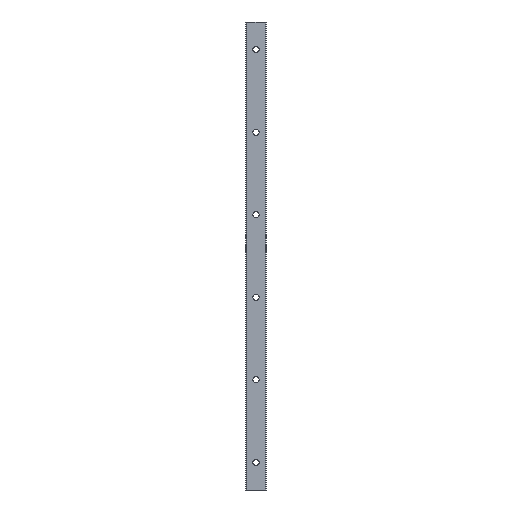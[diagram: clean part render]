
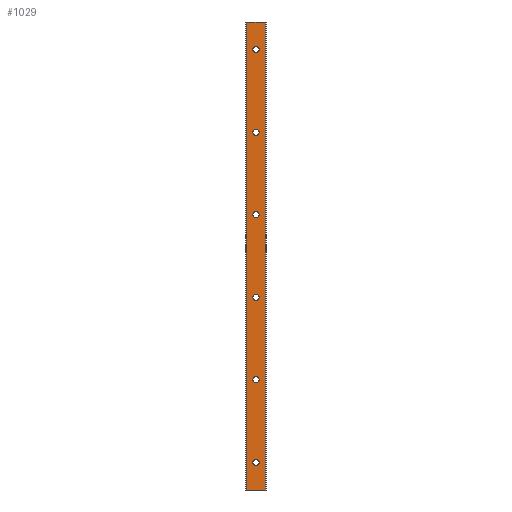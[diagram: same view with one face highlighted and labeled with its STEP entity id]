
A CAD part, front view. The second image highlights one B-rep face of the part: STEP entity #1029.
In plain terms, the highlighted planar face has unit normal (0, -1, 0).
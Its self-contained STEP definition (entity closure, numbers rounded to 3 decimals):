
#45=LINE('',#1672,#131);
#46=LINE('',#1675,#132);
#47=LINE('',#1677,#133);
#48=LINE('',#1678,#134);
#131=VECTOR('',#1363,10.);
#132=VECTOR('',#1366,10.);
#133=VECTOR('',#1367,10.);
#134=VECTOR('',#1368,10.);
#219=FACE_BOUND('',#318,.T.);
#220=FACE_BOUND('',#319,.T.);
#221=FACE_BOUND('',#320,.T.);
#222=FACE_BOUND('',#321,.T.);
#223=FACE_BOUND('',#322,.T.);
#224=FACE_BOUND('',#323,.T.);
#257=FACE_OUTER_BOUND('',#317,.T.);
#317=EDGE_LOOP('',(#785,#786,#787,#788));
#318=EDGE_LOOP('',(#789));
#319=EDGE_LOOP('',(#790));
#320=EDGE_LOOP('',(#791));
#321=EDGE_LOOP('',(#792));
#322=EDGE_LOOP('',(#793));
#323=EDGE_LOOP('',(#794));
#362=CIRCLE('',#1085,2.25);
#368=CIRCLE('',#1094,2.25);
#374=CIRCLE('',#1103,2.25);
#380=CIRCLE('',#1112,2.25);
#386=CIRCLE('',#1121,2.25);
#392=CIRCLE('',#1130,2.25);
#426=VERTEX_POINT('',#1534);
#432=VERTEX_POINT('',#1551);
#438=VERTEX_POINT('',#1568);
#444=VERTEX_POINT('',#1585);
#450=VERTEX_POINT('',#1602);
#456=VERTEX_POINT('',#1619);
#473=VERTEX_POINT('',#1668);
#474=VERTEX_POINT('',#1670);
#475=VERTEX_POINT('',#1674);
#476=VERTEX_POINT('',#1676);
#532=EDGE_CURVE('',#426,#426,#362,.T.);
#540=EDGE_CURVE('',#432,#432,#368,.T.);
#548=EDGE_CURVE('',#438,#438,#374,.T.);
#556=EDGE_CURVE('',#444,#444,#380,.T.);
#564=EDGE_CURVE('',#450,#450,#386,.T.);
#572=EDGE_CURVE('',#456,#456,#392,.T.);
#597=EDGE_CURVE('',#473,#474,#45,.T.);
#598=EDGE_CURVE('',#475,#473,#46,.T.);
#599=EDGE_CURVE('',#476,#474,#47,.T.);
#600=EDGE_CURVE('',#475,#476,#48,.T.);
#785=ORIENTED_EDGE('',*,*,#598,.T.);
#786=ORIENTED_EDGE('',*,*,#597,.T.);
#787=ORIENTED_EDGE('',*,*,#599,.F.);
#788=ORIENTED_EDGE('',*,*,#600,.F.);
#789=ORIENTED_EDGE('',*,*,#532,.T.);
#790=ORIENTED_EDGE('',*,*,#540,.T.);
#791=ORIENTED_EDGE('',*,*,#548,.T.);
#792=ORIENTED_EDGE('',*,*,#556,.T.);
#793=ORIENTED_EDGE('',*,*,#564,.T.);
#794=ORIENTED_EDGE('',*,*,#572,.T.);
#986=PLANE('',#1145);
#1029=ADVANCED_FACE('',(#257,#219,#220,#221,#222,#223,#224),#986,.T.);
#1085=AXIS2_PLACEMENT_3D('',#1536,#1215,#1216);
#1094=AXIS2_PLACEMENT_3D('',#1553,#1235,#1236);
#1103=AXIS2_PLACEMENT_3D('',#1570,#1255,#1256);
#1112=AXIS2_PLACEMENT_3D('',#1587,#1275,#1276);
#1121=AXIS2_PLACEMENT_3D('',#1604,#1295,#1296);
#1130=AXIS2_PLACEMENT_3D('',#1621,#1315,#1316);
#1145=AXIS2_PLACEMENT_3D('',#1673,#1364,#1365);
#1215=DIRECTION('center_axis',(0.,1.,0.));
#1216=DIRECTION('ref_axis',(1.,0.,0.));
#1235=DIRECTION('center_axis',(0.,1.,0.));
#1236=DIRECTION('ref_axis',(1.,0.,0.));
#1255=DIRECTION('center_axis',(0.,1.,0.));
#1256=DIRECTION('ref_axis',(1.,0.,0.));
#1275=DIRECTION('center_axis',(0.,1.,0.));
#1276=DIRECTION('ref_axis',(1.,0.,0.));
#1295=DIRECTION('center_axis',(0.,1.,0.));
#1296=DIRECTION('ref_axis',(1.,0.,0.));
#1315=DIRECTION('center_axis',(0.,1.,0.));
#1316=DIRECTION('ref_axis',(1.,0.,0.));
#1363=DIRECTION('',(0.,0.,1.));
#1364=DIRECTION('center_axis',(0.,-1.,0.));
#1365=DIRECTION('ref_axis',(1.,0.,0.));
#1366=DIRECTION('',(1.,0.,0.));
#1367=DIRECTION('',(1.,0.,0.));
#1368=DIRECTION('',(0.,0.,1.));
#1534=CARTESIAN_POINT('',(-2.25,-15.,335.));
#1536=CARTESIAN_POINT('Origin',(0.,-15.,335.));
#1551=CARTESIAN_POINT('',(-2.25,-15.,215.));
#1553=CARTESIAN_POINT('Origin',(0.,-15.,215.));
#1568=CARTESIAN_POINT('',(-2.25,-15.,95.));
#1570=CARTESIAN_POINT('Origin',(0.,-15.,95.));
#1585=CARTESIAN_POINT('',(-2.25,-15.,155.));
#1587=CARTESIAN_POINT('Origin',(0.,-15.,155.));
#1602=CARTESIAN_POINT('',(-2.25,-15.,275.));
#1604=CARTESIAN_POINT('Origin',(0.,-15.,275.));
#1619=CARTESIAN_POINT('',(-2.25,-15.,395.));
#1621=CARTESIAN_POINT('Origin',(0.,-15.,395.));
#1668=CARTESIAN_POINT('',(6.8,-15.,75.));
#1670=CARTESIAN_POINT('',(6.8,-15.,415.));
#1672=CARTESIAN_POINT('',(6.8,-15.,75.));
#1673=CARTESIAN_POINT('Origin',(-6.8,-15.,75.));
#1674=CARTESIAN_POINT('',(-6.8,-15.,75.));
#1675=CARTESIAN_POINT('',(-6.8,-15.,75.));
#1676=CARTESIAN_POINT('',(-6.8,-15.,415.));
#1677=CARTESIAN_POINT('',(-6.8,-15.,415.));
#1678=CARTESIAN_POINT('',(-6.8,-15.,75.));
